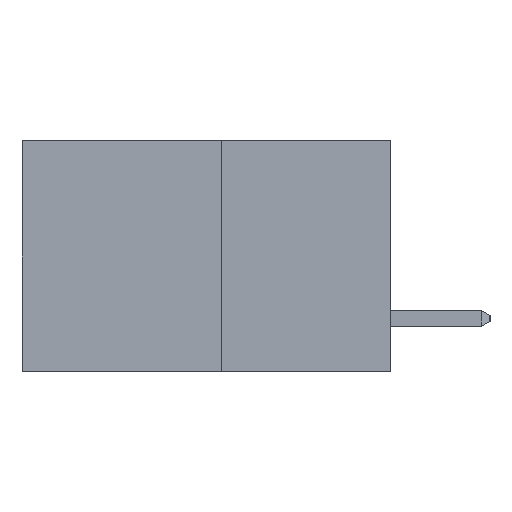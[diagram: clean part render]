
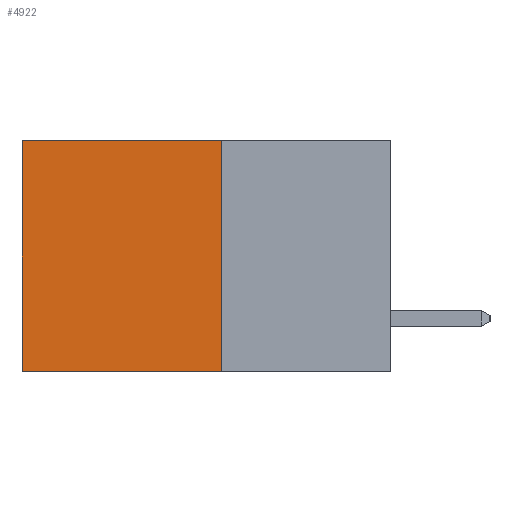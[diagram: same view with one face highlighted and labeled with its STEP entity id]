
A CAD part, left-side view. The second image highlights one B-rep face of the part: STEP entity #4922.
In plain terms, the highlighted planar face has unit normal (-1, 0, 0).
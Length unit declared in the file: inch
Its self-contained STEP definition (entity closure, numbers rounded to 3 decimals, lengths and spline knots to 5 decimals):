
#36 = DIRECTION ( 'NONE',  ( 0., 1., 0. ) ) ;
#56 = CARTESIAN_POINT ( 'NONE',  ( 0.277, 0.27, 0. ) ) ;
#285 = VERTEX_POINT ( 'NONE', #8615 ) ;
#622 = VECTOR ( 'NONE', #36, 39.37008 ) ;
#700 = CARTESIAN_POINT ( 'NONE',  ( 0.277, 0.59, -0.37 ) ) ;
#881 = VECTOR ( 'NONE', #5683, 39.37008 ) ;
#1114 = CARTESIAN_POINT ( 'NONE',  ( 0.277, 0.27, -0.37 ) ) ;
#1153 = EDGE_CURVE ( 'NONE', #4022, #3955, #2343, .T. ) ;
#1205 = DIRECTION ( 'NONE',  ( 1., 0., 0. ) ) ;
#1218 = ORIENTED_EDGE ( 'NONE', *, *, #4112, .T. ) ;
#1923 = ORIENTED_EDGE ( 'NONE', *, *, #3664, .F. ) ;
#2147 = DIRECTION ( 'NONE',  ( 0., 0., -1. ) ) ;
#2334 = CARTESIAN_POINT ( 'NONE',  ( 0.277, 0.27, -0.37 ) ) ;
#2343 = LINE ( 'NONE', #56, #881 ) ;
#2441 = DIRECTION ( 'NONE',  ( 0., 0., -1. ) ) ;
#2748 = VECTOR ( 'NONE', #2441, 39.37008 ) ;
#2781 = ORIENTED_EDGE ( 'NONE', *, *, #3206, .F. ) ;
#2968 = LINE ( 'NONE', #7781, #2748 ) ;
#3059 = AXIS2_PLACEMENT_3D ( 'NONE', #7728, #1205, #2147 ) ;
#3206 = EDGE_CURVE ( 'NONE', #4022, #285, #6423, .T. ) ;
#3353 = CARTESIAN_POINT ( 'NONE',  ( 0.277, 0.59, 0. ) ) ;
#3664 = EDGE_CURVE ( 'NONE', #285, #5535, #6202, .T. ) ;
#3955 = VERTEX_POINT ( 'NONE', #3353 ) ;
#4022 = VERTEX_POINT ( 'NONE', #6733 ) ;
#4112 = EDGE_CURVE ( 'NONE', #3955, #5535, #2968, .T. ) ;
#4328 = ORIENTED_EDGE ( 'NONE', *, *, #1153, .T. ) ;
#4922 = ADVANCED_FACE ( 'NONE', ( #6768 ), #8351, .F. ) ;
#5278 = DIRECTION ( 'NONE',  ( 0., 0., -1. ) ) ;
#5535 = VERTEX_POINT ( 'NONE', #700 ) ;
#5683 = DIRECTION ( 'NONE',  ( 0., 1., 0. ) ) ;
#6202 = LINE ( 'NONE', #1114, #622 ) ;
#6211 = VECTOR ( 'NONE', #5278, 39.37008 ) ;
#6423 = LINE ( 'NONE', #2334, #6211 ) ;
#6733 = CARTESIAN_POINT ( 'NONE',  ( 0.277, 0.27, 0. ) ) ;
#6768 = FACE_OUTER_BOUND ( 'NONE', #7103, .T. ) ;
#7103 = EDGE_LOOP ( 'NONE', ( #1218, #1923, #2781, #4328 ) ) ;
#7728 = CARTESIAN_POINT ( 'NONE',  ( 0.277, 0.27, -0.37 ) ) ;
#7781 = CARTESIAN_POINT ( 'NONE',  ( 0.277, 0.59, -0.37 ) ) ;
#8351 = PLANE ( 'NONE',  #3059 ) ;
#8615 = CARTESIAN_POINT ( 'NONE',  ( 0.277, 0.27, -0.37 ) ) ;
